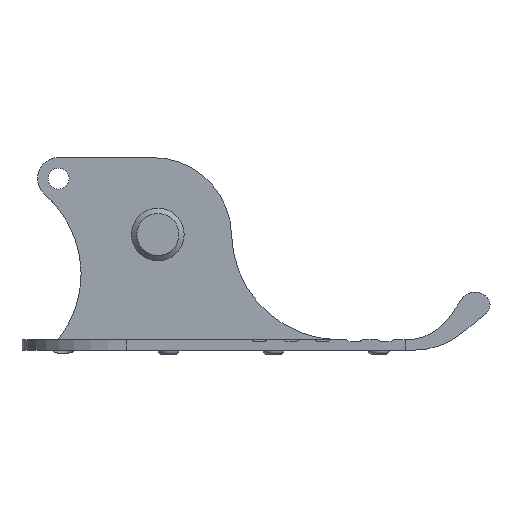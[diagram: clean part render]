
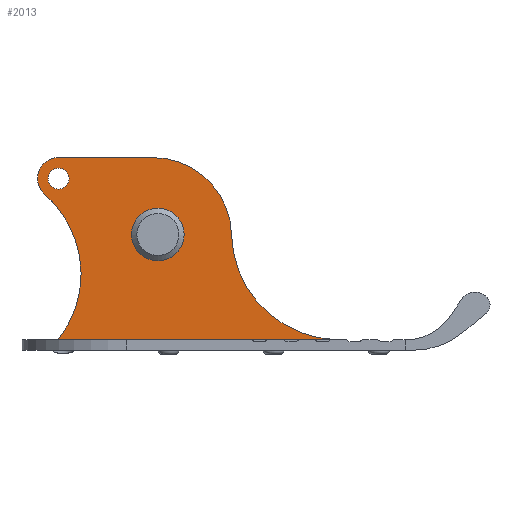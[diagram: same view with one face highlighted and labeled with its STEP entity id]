
A CAD part, left-side view. The second image highlights one B-rep face of the part: STEP entity #2013.
In plain terms, the highlighted planar face has unit normal (-1, 0, 0).
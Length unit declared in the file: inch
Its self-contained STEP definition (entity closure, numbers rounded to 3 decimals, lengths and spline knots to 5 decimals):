
#40=FACE_BOUND('',#317,.T.);
#41=FACE_BOUND('',#318,.T.);
#79=PLANE('',#2268);
#195=FACE_OUTER_BOUND('',#316,.T.);
#316=EDGE_LOOP('',(#1665,#1666,#1667,#1668,#1669,#1670,#1671));
#317=EDGE_LOOP('',(#1672,#1673));
#318=EDGE_LOOP('',(#1674,#1675));
#409=LINE('',#3300,#541);
#454=LINE('',#3473,#586);
#463=LINE('',#3504,#595);
#541=VECTOR('',#2607,137.79528);
#586=VECTOR('',#2804,137.79528);
#595=VECTOR('',#2831,137.79528);
#707=CIRCLE('',#2208,0.35);
#708=CIRCLE('',#2209,0.35);
#717=CIRCLE('',#2243,0.875);
#718=CIRCLE('',#2244,0.875);
#724=CIRCLE('',#2253,3.58904);
#729=CIRCLE('',#2260,3.5);
#732=CIRCLE('',#2266,2.625);
#734=CIRCLE('',#2269,0.7);
#867=VERTEX_POINT('',#3298);
#868=VERTEX_POINT('',#3299);
#900=VERTEX_POINT('',#3393);
#901=VERTEX_POINT('',#3395);
#911=VERTEX_POINT('',#3446);
#912=VERTEX_POINT('',#3448);
#917=VERTEX_POINT('',#3464);
#918=VERTEX_POINT('',#3465);
#922=VERTEX_POINT('',#3477);
#932=VERTEX_POINT('',#3501);
#933=VERTEX_POINT('',#3503);
#1097=EDGE_CURVE('',#867,#868,#409,.T.);
#1152=EDGE_CURVE('',#901,#900,#707,.T.);
#1153=EDGE_CURVE('',#900,#901,#708,.T.);
#1169=EDGE_CURVE('',#912,#911,#717,.T.);
#1170=EDGE_CURVE('',#911,#912,#718,.T.);
#1177=EDGE_CURVE('',#917,#918,#724,.T.);
#1181=EDGE_CURVE('',#917,#867,#454,.T.);
#1189=EDGE_CURVE('',#922,#868,#729,.T.);
#1196=EDGE_CURVE('',#933,#932,#463,.T.);
#1200=EDGE_CURVE('',#933,#918,#732,.T.);
#1202=EDGE_CURVE('',#922,#932,#734,.T.);
#1665=ORIENTED_EDGE('',*,*,#1177,.T.);
#1666=ORIENTED_EDGE('',*,*,#1200,.F.);
#1667=ORIENTED_EDGE('',*,*,#1196,.T.);
#1668=ORIENTED_EDGE('',*,*,#1202,.F.);
#1669=ORIENTED_EDGE('',*,*,#1189,.T.);
#1670=ORIENTED_EDGE('',*,*,#1097,.F.);
#1671=ORIENTED_EDGE('',*,*,#1181,.F.);
#1672=ORIENTED_EDGE('',*,*,#1152,.T.);
#1673=ORIENTED_EDGE('',*,*,#1153,.T.);
#1674=ORIENTED_EDGE('',*,*,#1169,.T.);
#1675=ORIENTED_EDGE('',*,*,#1170,.T.);
#2013=ADVANCED_FACE('',(#195,#40,#41),#79,.F.);
#2208=AXIS2_PLACEMENT_3D('',#3396,#2698,#2699);
#2209=AXIS2_PLACEMENT_3D('',#3397,#2700,#2701);
#2243=AXIS2_PLACEMENT_3D('',#3449,#2775,#2776);
#2244=AXIS2_PLACEMENT_3D('',#3450,#2777,#2778);
#2253=AXIS2_PLACEMENT_3D('',#3466,#2796,#2797);
#2260=AXIS2_PLACEMENT_3D('',#3488,#2817,#2818);
#2266=AXIS2_PLACEMENT_3D('',#3510,#2837,#2838);
#2268=AXIS2_PLACEMENT_3D('',#3512,#2841,#2842);
#2269=AXIS2_PLACEMENT_3D('',#3513,#2843,#2844);
#2607=DIRECTION('',(0.,1.,0.));
#2698=DIRECTION('center_axis',(1.,0.,0.));
#2699=DIRECTION('ref_axis',(0.,0.,-1.));
#2700=DIRECTION('center_axis',(1.,0.,0.));
#2701=DIRECTION('ref_axis',(0.,0.,-1.));
#2775=DIRECTION('center_axis',(1.,0.,0.));
#2776=DIRECTION('ref_axis',(0.,1.,0.));
#2777=DIRECTION('center_axis',(1.,0.,0.));
#2778=DIRECTION('ref_axis',(0.,1.,0.));
#2796=DIRECTION('center_axis',(1.,0.,0.));
#2797=DIRECTION('ref_axis',(0.,-0.034,-0.999));
#2804=DIRECTION('',(0.,1.,-0.001));
#2817=DIRECTION('center_axis',(1.,0.,0.));
#2818=DIRECTION('ref_axis',(0.,-0.654,0.756));
#2831=DIRECTION('',(0.,1.,0.));
#2837=DIRECTION('center_axis',(1.,0.,0.));
#2838=DIRECTION('ref_axis',(0.,0.,1.));
#2841=DIRECTION('center_axis',(1.,0.,0.));
#2842=DIRECTION('ref_axis',(0.,1.,0.));
#2843=DIRECTION('center_axis',(1.,0.,0.));
#2844=DIRECTION('ref_axis',(0.,0.654,-0.756));
#3298=CARTESIAN_POINT('',(-1.05,-2.541,-3.5));
#3299=CARTESIAN_POINT('',(-1.05,3.31955,-3.5));
#3300=CARTESIAN_POINT('',(-1.05,-0.01241,-3.5));
#3393=CARTESIAN_POINT('',(-1.05,3.30554,2.20987));
#3395=CARTESIAN_POINT('',(-1.05,3.30554,1.50987));
#3396=CARTESIAN_POINT('Origin',(-1.05,3.30554,1.85987));
#3397=CARTESIAN_POINT('Origin',(-1.05,3.30554,1.85987));
#3446=CARTESIAN_POINT('',(-1.05,0.,-0.875));
#3448=CARTESIAN_POINT('',(-1.05,0.875,0.));
#3449=CARTESIAN_POINT('Origin',(-1.05,0.,0.));
#3450=CARTESIAN_POINT('Origin',(-1.05,0.,0.));
#3464=CARTESIAN_POINT('',(-1.05,-5.91874,-3.49802));
#3465=CARTESIAN_POINT('',(-1.05,-2.45,0.));
#3466=CARTESIAN_POINT('Origin',(-1.05,-6.03794,0.08904));
#3473=CARTESIAN_POINT('',(-1.05,-4.35117,-3.49894));
#3477=CARTESIAN_POINT('',(-1.05,3.76367,1.33061));
#3488=CARTESIAN_POINT('Origin',(-1.05,6.0543,-1.31571));
#3501=CARTESIAN_POINT('',(-1.05,3.30554,2.55987));
#3503=CARTESIAN_POINT('',(-1.05,0.17419,2.55987));
#3504=CARTESIAN_POINT('',(-1.05,2.60837,2.55987));
#3510=CARTESIAN_POINT('Origin',(-1.05,0.17419,-0.06513));
#3512=CARTESIAN_POINT('Origin',(-1.05,-1.0779,-0.47006));
#3513=CARTESIAN_POINT('Origin',(-1.05,3.30554,1.85987));
